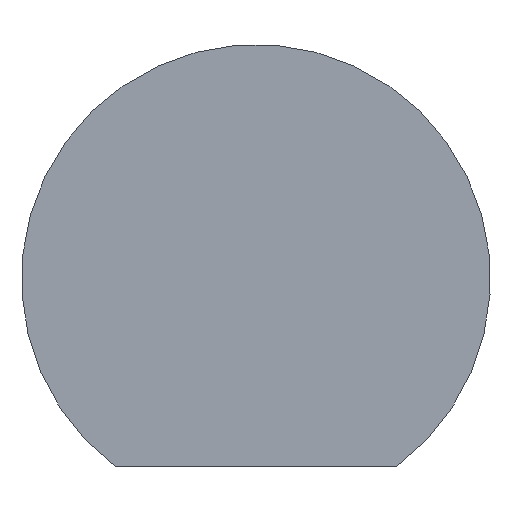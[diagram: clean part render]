
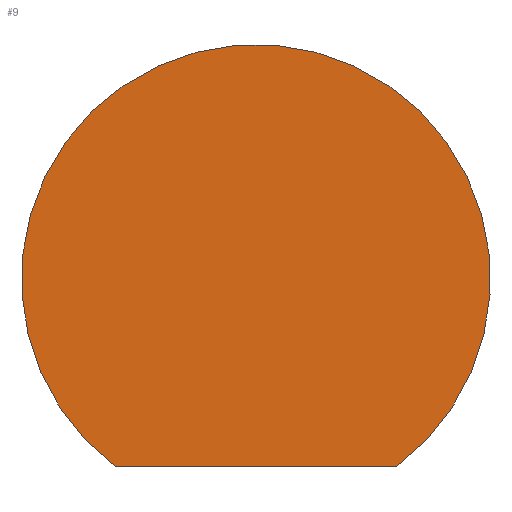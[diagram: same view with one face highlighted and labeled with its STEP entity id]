
A CAD part, front view. The second image highlights one B-rep face of the part: STEP entity #9.
In plain terms, the highlighted planar face has unit normal (0, -1, 0).
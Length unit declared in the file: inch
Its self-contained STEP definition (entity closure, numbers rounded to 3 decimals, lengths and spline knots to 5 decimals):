
#9 = ADVANCED_FACE ( 'NONE', ( #74 ), #70, .F. ) ;
#27 = CARTESIAN_POINT ( 'NONE',  ( -0.075, 0., -0.1 ) ) ;
#33 = DIRECTION ( 'NONE',  ( 0., 0., 1. ) ) ;
#37 = DIRECTION ( 'NONE',  ( 0., 1., 0. ) ) ;
#40 = VERTEX_POINT ( 'NONE', #52 ) ;
#42 = CARTESIAN_POINT ( 'NONE',  ( 0., 0., 0. ) ) ;
#45 = AXIS2_PLACEMENT_3D ( 'NONE', #64, #66, #79 ) ;
#52 = CARTESIAN_POINT ( 'NONE',  ( -0.075, 0., -0.1 ) ) ;
#54 = CARTESIAN_POINT ( 'NONE',  ( 0.075, 0., -0.1 ) ) ;
#55 = EDGE_LOOP ( 'NONE', ( #151, #130 ) ) ;
#58 = DIRECTION ( 'NONE',  ( -1., 0., 0. ) ) ;
#64 = CARTESIAN_POINT ( 'NONE',  ( 0., 0., 0. ) ) ;
#66 = DIRECTION ( 'NONE',  ( 0., 1., 0. ) ) ;
#70 = PLANE ( 'NONE',  #45 ) ;
#74 = FACE_OUTER_BOUND ( 'NONE', #55, .T. ) ;
#79 = DIRECTION ( 'NONE',  ( 0., 0., 1. ) ) ;
#91 = AXIS2_PLACEMENT_3D ( 'NONE', #42, #37, #33 ) ;
#93 = EDGE_CURVE ( 'NONE', #137, #40, #95, .T. ) ;
#95 = LINE ( 'NONE', #27, #141 ) ;
#125 = CIRCLE ( 'NONE', #91, 0.125 ) ;
#130 = ORIENTED_EDGE ( 'NONE', *, *, #93, .F. ) ;
#137 = VERTEX_POINT ( 'NONE', #54 ) ;
#140 = EDGE_CURVE ( 'NONE', #40, #137, #125, .T. ) ;
#141 = VECTOR ( 'NONE', #58, 39.37008 ) ;
#151 = ORIENTED_EDGE ( 'NONE', *, *, #140, .F. ) ;
